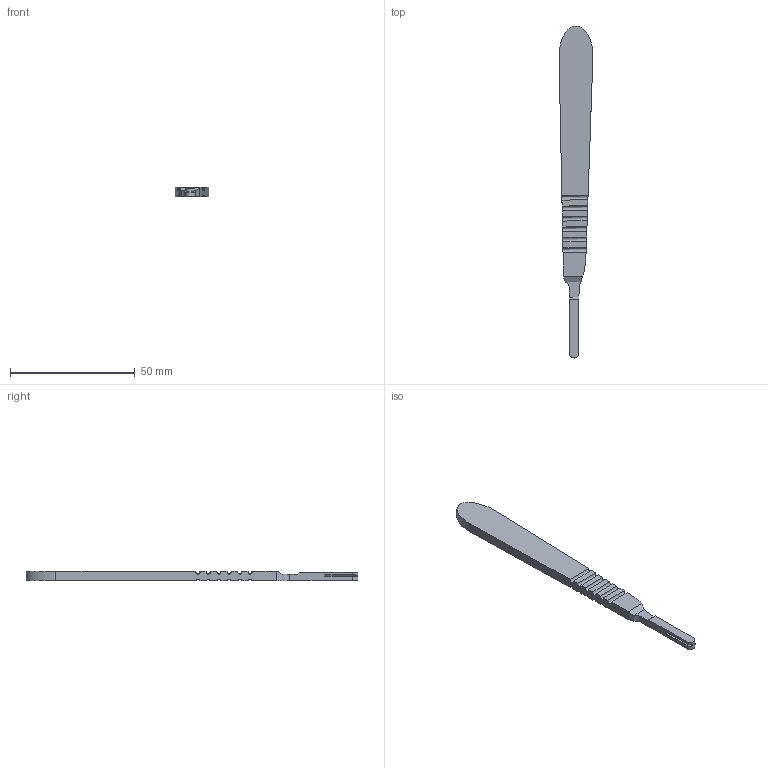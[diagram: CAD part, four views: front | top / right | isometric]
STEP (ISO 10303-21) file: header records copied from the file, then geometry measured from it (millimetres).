
FILE_DESCRIPTION(('FreeCAD Model'),'2;1');
FILE_NAME('Open CASCADE Shape Model','2023-10-27T09:52:42',(''),(''), 'Open CASCADE STEP processor 7.6','FreeCAD','Unknown');
FILE_SCHEMA(('AUTOMOTIVE_DESIGN { 1 0 10303 214 1 1 1 1 }'));
Length unit declared in the file: millimetre
Products named in the file (1): Body
Bounding box: 13.61 x 133.22 x 4 mm (x, y, z)
Volume: 4709.8 mm3; surface area: 3718 mm2
Topology: 1 solids, 1 shells, 45 faces, 132 edges, 89 vertices
Faces by surface type: plane 26, extrusion 15, cylinder 4
Entity records: 5624 total; most frequent: CARTESIAN_POINT 3127, DIRECTION 410, ORIENTED_EDGE 264, PCURVE 264, DEFINITIONAL_REPRESENTATION 264, VECTOR 257, LINE 242, EDGE_CURVE 132
